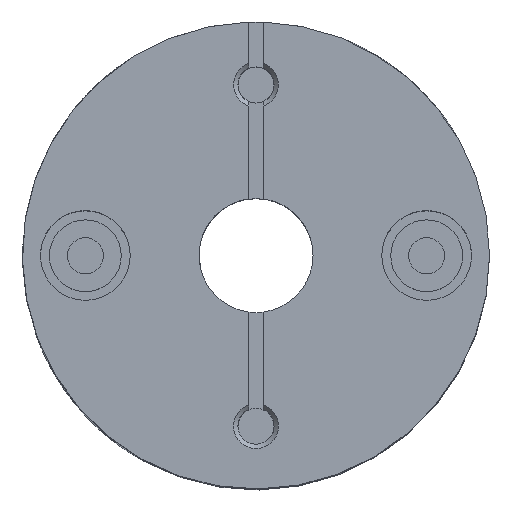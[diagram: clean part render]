
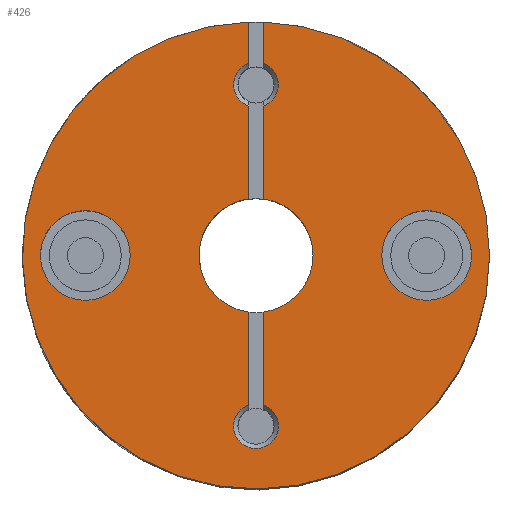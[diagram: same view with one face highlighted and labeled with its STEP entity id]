
A CAD part, top view. The second image highlights one B-rep face of the part: STEP entity #426.
In plain terms, the highlighted planar face has unit normal (0, 0, 1).
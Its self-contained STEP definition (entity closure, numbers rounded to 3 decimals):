
#426 = ADVANCED_FACE( '', ( #961, #962, #963 ), #964, .T. );
#961 = FACE_BOUND( '', #1556, .T. );
#962 = FACE_BOUND( '', #1557, .T. );
#963 = FACE_OUTER_BOUND( '', #1558, .T. );
#964 = PLANE( '', #1559 );
#1556 = EDGE_LOOP( '', ( #2686 ) );
#1557 = EDGE_LOOP( '', ( #2687 ) );
#1558 = EDGE_LOOP( '', ( #2688, #2689, #2690, #2691, #2692, #2693, #2694, #2695, #2696, #2697, #2698, #2699 ) );
#1559 = AXIS2_PLACEMENT_3D( '', #2700, #2701, #2702 );
#2686 = ORIENTED_EDGE( '', *, *, #3418, .T. );
#2687 = ORIENTED_EDGE( '', *, *, #3455, .F. );
#2688 = ORIENTED_EDGE( '', *, *, #3248, .F. );
#2689 = ORIENTED_EDGE( '', *, *, #3024, .F. );
#2690 = ORIENTED_EDGE( '', *, *, #3373, .F. );
#2691 = ORIENTED_EDGE( '', *, *, #3201, .F. );
#2692 = ORIENTED_EDGE( '', *, *, #3060, .T. );
#2693 = ORIENTED_EDGE( '', *, *, #3389, .F. );
#2694 = ORIENTED_EDGE( '', *, *, #3405, .T. );
#2695 = ORIENTED_EDGE( '', *, *, #3156, .F. );
#2696 = ORIENTED_EDGE( '', *, *, #3456, .T. );
#2697 = ORIENTED_EDGE( '', *, *, #3457, .F. );
#2698 = ORIENTED_EDGE( '', *, *, #3374, .F. );
#2699 = ORIENTED_EDGE( '', *, *, #3303, .F. );
#2700 = CARTESIAN_POINT( '', ( 0., 0., 0. ) );
#2701 = DIRECTION( '', ( 0., 0., 1. ) );
#2702 = DIRECTION( '', ( 1., 0., 0. ) );
#3024 = EDGE_CURVE( '', #3529, #3531, #3532, .T. );
#3060 = EDGE_CURVE( '', #3588, #3593, #3595, .T. );
#3156 = EDGE_CURVE( '', #3757, #3759, #3760, .T. );
#3201 = EDGE_CURVE( '', #3588, #3832, #3833, .T. );
#3248 = EDGE_CURVE( '', #3531, #3903, #3905, .T. );
#3303 = EDGE_CURVE( '', #3903, #3988, #3989, .T. );
#3373 = EDGE_CURVE( '', #3832, #3529, #4089, .T. );
#3374 = EDGE_CURVE( '', #3988, #4090, #4091, .T. );
#3389 = EDGE_CURVE( '', #4112, #3593, #4114, .T. );
#3405 = EDGE_CURVE( '', #4112, #3759, #4135, .T. );
#3418 = EDGE_CURVE( '', #4153, #4153, #4154, .T. );
#3455 = EDGE_CURVE( '', #4201, #4201, #4202, .T. );
#3456 = EDGE_CURVE( '', #3757, #4203, #4204, .T. );
#3457 = EDGE_CURVE( '', #4090, #4203, #4205, .T. );
#3529 = VERTEX_POINT( '', #4289 );
#3531 = VERTEX_POINT( '', #4292 );
#3532 = LINE( '', #4293, #4294 );
#3588 = VERTEX_POINT( '', #4367 );
#3593 = VERTEX_POINT( '', #4375 );
#3595 = CIRCLE( '', #4380, 1.25 );
#3757 = VERTEX_POINT( '', #4634 );
#3759 = VERTEX_POINT( '', #4639 );
#3760 = LINE( '', #4640, #4641 );
#3832 = VERTEX_POINT( '', #4844 );
#3833 = LINE( '', #4845, #4846 );
#3903 = VERTEX_POINT( '', #4935 );
#3905 = CIRCLE( '', #4940, 1.25 );
#3988 = VERTEX_POINT( '', #5052 );
#3989 = LINE( '', #5053, #5054 );
#4089 = CIRCLE( '', #5180, 3.175 );
#4090 = VERTEX_POINT( '', #5181 );
#4091 = CIRCLE( '', #5182, 3.175 );
#4112 = VERTEX_POINT( '', #5211 );
#4114 = LINE( '', #5214, #5215 );
#4135 = CIRCLE( '', #5242, 13. );
#4153 = VERTEX_POINT( '', #5321 );
#4154 = CIRCLE( '', #5322, 2.5 );
#4201 = VERTEX_POINT( '', #5381 );
#4202 = CIRCLE( '', #5382, 2.5 );
#4203 = VERTEX_POINT( '', #5383 );
#4204 = CIRCLE( '', #5384, 1.25 );
#4205 = LINE( '', #5385, #5386 );
#4289 = CARTESIAN_POINT( '', ( -0.4, -3.15, 0. ) );
#4292 = CARTESIAN_POINT( '', ( -0.4, -8.316, 0. ) );
#4293 = CARTESIAN_POINT( '', ( -0.4, 13., 0. ) );
#4294 = VECTOR( '', #5486, 1000. );
#4367 = CARTESIAN_POINT( '', ( -0.4, 8.316, 0. ) );
#4375 = CARTESIAN_POINT( '', ( -0.4, 10.684, 0. ) );
#4380 = AXIS2_PLACEMENT_3D( '', #5534, #5535, #5536 );
#4634 = CARTESIAN_POINT( '', ( 0.4, 10.684, 0. ) );
#4639 = CARTESIAN_POINT( '', ( 0.4, 12.994, 0. ) );
#4640 = CARTESIAN_POINT( '', ( 0.4, -9.5, 0. ) );
#4641 = VECTOR( '', #5689, 1000. );
#4844 = CARTESIAN_POINT( '', ( -0.4, 3.15, 0. ) );
#4845 = CARTESIAN_POINT( '', ( -0.4, 13., 0. ) );
#4846 = VECTOR( '', #5745, 1000. );
#4935 = CARTESIAN_POINT( '', ( 0.4, -8.316, 0. ) );
#4940 = AXIS2_PLACEMENT_3D( '', #5804, #5805, #5806 );
#5052 = CARTESIAN_POINT( '', ( 0.4, -3.15, 0. ) );
#5053 = CARTESIAN_POINT( '', ( 0.4, -9.5, 0. ) );
#5054 = VECTOR( '', #5881, 1000. );
#5180 = AXIS2_PLACEMENT_3D( '', #5974, #5975, #5976 );
#5181 = CARTESIAN_POINT( '', ( 0.4, 3.15, 0. ) );
#5182 = AXIS2_PLACEMENT_3D( '', #5977, #5978, #5979 );
#5211 = CARTESIAN_POINT( '', ( -0.4, 12.994, 0. ) );
#5214 = CARTESIAN_POINT( '', ( -0.4, 13., 0. ) );
#5215 = VECTOR( '', #5998, 1000. );
#5242 = AXIS2_PLACEMENT_3D( '', #6017, #6018, #6019 );
#5321 = CARTESIAN_POINT( '', ( -12., 0., 0. ) );
#5322 = AXIS2_PLACEMENT_3D( '', #6033, #6034, #6035 );
#5381 = CARTESIAN_POINT( '', ( 12., 0., 0. ) );
#5382 = AXIS2_PLACEMENT_3D( '', #6072, #6073, #6074 );
#5383 = CARTESIAN_POINT( '', ( 0.4, 8.316, 0. ) );
#5384 = AXIS2_PLACEMENT_3D( '', #6075, #6076, #6077 );
#5385 = CARTESIAN_POINT( '', ( 0.4, -9.5, 0. ) );
#5386 = VECTOR( '', #6078, 1000. );
#5486 = DIRECTION( '', ( 0., -1., 0. ) );
#5534 = CARTESIAN_POINT( '', ( 0., 9.5, 0. ) );
#5535 = DIRECTION( '', ( 0., 0., -1. ) );
#5536 = DIRECTION( '', ( 0., 1., 0. ) );
#5689 = DIRECTION( '', ( 0., 1., 0. ) );
#5745 = DIRECTION( '', ( 0., -1., 0. ) );
#5804 = CARTESIAN_POINT( '', ( 0., -9.5, 0. ) );
#5805 = DIRECTION( '', ( 0., 0., 1. ) );
#5806 = DIRECTION( '', ( 0., -1., 0. ) );
#5881 = DIRECTION( '', ( 0., 1., 0. ) );
#5974 = CARTESIAN_POINT( '', ( 0., 0., 0. ) );
#5975 = DIRECTION( '', ( 0., 0., 1. ) );
#5976 = DIRECTION( '', ( 1., 0., 0. ) );
#5977 = CARTESIAN_POINT( '', ( 0., 0., 0. ) );
#5978 = DIRECTION( '', ( 0., 0., 1. ) );
#5979 = DIRECTION( '', ( 1., 0., 0. ) );
#5998 = DIRECTION( '', ( 0., -1., 0. ) );
#6017 = CARTESIAN_POINT( '', ( 0., 0., 0. ) );
#6018 = DIRECTION( '', ( 0., 0., 1. ) );
#6019 = DIRECTION( '', ( 1., 0., 0. ) );
#6033 = CARTESIAN_POINT( '', ( -9.5, 0., 0. ) );
#6034 = DIRECTION( '', ( 0., 0., -1. ) );
#6035 = DIRECTION( '', ( -1., 0., 0. ) );
#6072 = CARTESIAN_POINT( '', ( 9.5, 0., 0. ) );
#6073 = DIRECTION( '', ( 0., 0., 1. ) );
#6074 = DIRECTION( '', ( 1., 0., 0. ) );
#6075 = CARTESIAN_POINT( '', ( 0., 9.5, 0. ) );
#6076 = DIRECTION( '', ( 0., 0., -1. ) );
#6077 = DIRECTION( '', ( 0., 1., 0. ) );
#6078 = DIRECTION( '', ( 0., 1., 0. ) );
